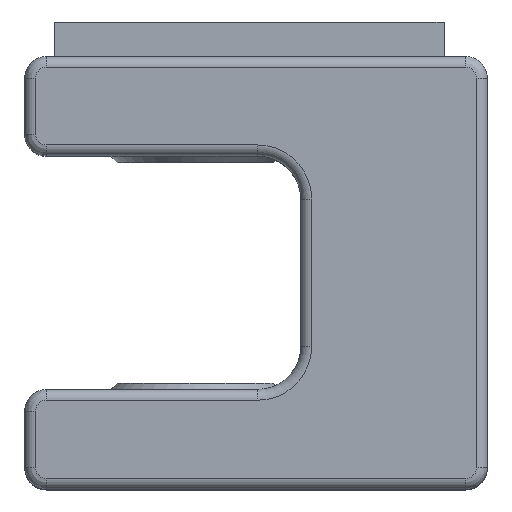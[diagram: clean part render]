
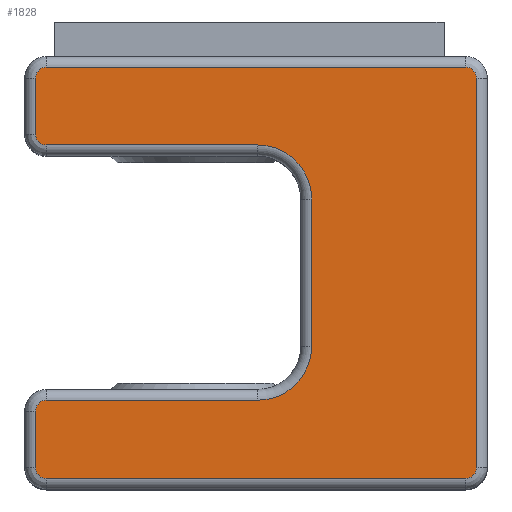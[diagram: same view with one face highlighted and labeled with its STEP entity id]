
A CAD part, top view. The second image highlights one B-rep face of the part: STEP entity #1828.
In plain terms, the highlighted planar face has unit normal (0, 0, 1).
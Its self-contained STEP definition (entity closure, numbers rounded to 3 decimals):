
#69=CIRCLE('',#1924,2.5);
#84=CIRCLE('',#1943,0.5);
#95=CIRCLE('',#1958,2.5);
#103=CIRCLE('',#1968,0.5);
#111=CIRCLE('',#1976,0.5);
#115=CIRCLE('',#1982,0.5);
#119=CIRCLE('',#1986,0.5);
#123=CIRCLE('',#1993,0.5);
#253=FACE_OUTER_BOUND('',#362,.T.);
#362=EDGE_LOOP('',(#1507,#1508,#1509,#1510,#1511,#1512,#1513,#1514,#1515,
#1516,#1517,#1518,#1519,#1520,#1521,#1522));
#480=LINE('',#3047,#650);
#486=LINE('',#3102,#656);
#490=LINE('',#3176,#660);
#494=LINE('',#3216,#664);
#498=LINE('',#3242,#668);
#502=LINE('',#3251,#672);
#506=LINE('',#3257,#676);
#514=LINE('',#3269,#684);
#650=VECTOR('',#2277,10.);
#656=VECTOR('',#2317,10.);
#660=VECTOR('',#2357,10.);
#664=VECTOR('',#2381,10.);
#668=VECTOR('',#2399,10.);
#672=VECTOR('',#2409,10.);
#676=VECTOR('',#2417,10.);
#684=VECTOR('',#2433,10.);
#814=VERTEX_POINT('',#2982);
#815=VERTEX_POINT('',#2983);
#830=VERTEX_POINT('',#3040);
#831=VERTEX_POINT('',#3042);
#842=VERTEX_POINT('',#3092);
#843=VERTEX_POINT('',#3093);
#850=VERTEX_POINT('',#3132);
#851=VERTEX_POINT('',#3133);
#858=VERTEX_POINT('',#3166);
#859=VERTEX_POINT('',#3167);
#862=VERTEX_POINT('',#3189);
#863=VERTEX_POINT('',#3190);
#866=VERTEX_POINT('',#3206);
#867=VERTEX_POINT('',#3207);
#872=VERTEX_POINT('',#3232);
#873=VERTEX_POINT('',#3233);
#1005=EDGE_CURVE('',#814,#815,#69,.T.);
#1026=EDGE_CURVE('',#830,#831,#84,.T.);
#1029=EDGE_CURVE('',#815,#830,#480,.T.);
#1043=EDGE_CURVE('',#842,#843,#95,.T.);
#1048=EDGE_CURVE('',#843,#814,#486,.T.);
#1055=EDGE_CURVE('',#850,#851,#103,.T.);
#1063=EDGE_CURVE('',#858,#859,#111,.T.);
#1068=EDGE_CURVE('',#859,#842,#490,.T.);
#1071=EDGE_CURVE('',#862,#863,#115,.T.);
#1075=EDGE_CURVE('',#866,#867,#119,.T.);
#1080=EDGE_CURVE('',#867,#858,#494,.T.);
#1084=EDGE_CURVE('',#872,#873,#123,.T.);
#1089=EDGE_CURVE('',#873,#866,#498,.T.);
#1094=EDGE_CURVE('',#863,#872,#502,.T.);
#1098=EDGE_CURVE('',#851,#862,#506,.T.);
#1106=EDGE_CURVE('',#831,#850,#514,.T.);
#1507=ORIENTED_EDGE('',*,*,#1005,.F.);
#1508=ORIENTED_EDGE('',*,*,#1048,.F.);
#1509=ORIENTED_EDGE('',*,*,#1043,.F.);
#1510=ORIENTED_EDGE('',*,*,#1068,.F.);
#1511=ORIENTED_EDGE('',*,*,#1063,.F.);
#1512=ORIENTED_EDGE('',*,*,#1080,.F.);
#1513=ORIENTED_EDGE('',*,*,#1075,.F.);
#1514=ORIENTED_EDGE('',*,*,#1089,.F.);
#1515=ORIENTED_EDGE('',*,*,#1084,.F.);
#1516=ORIENTED_EDGE('',*,*,#1094,.F.);
#1517=ORIENTED_EDGE('',*,*,#1071,.F.);
#1518=ORIENTED_EDGE('',*,*,#1098,.F.);
#1519=ORIENTED_EDGE('',*,*,#1055,.F.);
#1520=ORIENTED_EDGE('',*,*,#1106,.F.);
#1521=ORIENTED_EDGE('',*,*,#1026,.F.);
#1522=ORIENTED_EDGE('',*,*,#1029,.F.);
#1727=PLANE('',#2014);
#1828=ADVANCED_FACE('',(#253),#1727,.T.);
#1924=AXIS2_PLACEMENT_3D('',#2984,#2226,#2227);
#1943=AXIS2_PLACEMENT_3D('',#3043,#2270,#2271);
#1958=AXIS2_PLACEMENT_3D('',#3094,#2306,#2307);
#1968=AXIS2_PLACEMENT_3D('',#3134,#2330,#2331);
#1976=AXIS2_PLACEMENT_3D('',#3168,#2346,#2347);
#1982=AXIS2_PLACEMENT_3D('',#3191,#2362,#2363);
#1986=AXIS2_PLACEMENT_3D('',#3208,#2370,#2371);
#1993=AXIS2_PLACEMENT_3D('',#3234,#2388,#2389);
#2014=AXIS2_PLACEMENT_3D('',#3302,#2460,#2461);
#2226=DIRECTION('center_axis',(0.,0.,1.));
#2227=DIRECTION('ref_axis',(0.707,0.707,0.));
#2270=DIRECTION('center_axis',(0.,0.,-1.));
#2271=DIRECTION('ref_axis',(-0.707,-0.707,0.));
#2277=DIRECTION('',(-1.,0.,0.));
#2306=DIRECTION('center_axis',(0.,0.,1.));
#2307=DIRECTION('ref_axis',(0.707,-0.707,0.));
#2317=DIRECTION('',(0.,1.,0.));
#2330=DIRECTION('center_axis',(0.,0.,-1.));
#2331=DIRECTION('ref_axis',(-0.707,0.707,0.));
#2346=DIRECTION('center_axis',(0.,0.,-1.));
#2347=DIRECTION('ref_axis',(-0.707,0.707,0.));
#2357=DIRECTION('',(1.,0.,0.));
#2362=DIRECTION('center_axis',(0.,0.,-1.));
#2363=DIRECTION('ref_axis',(0.707,0.707,0.));
#2370=DIRECTION('center_axis',(0.,0.,-1.));
#2371=DIRECTION('ref_axis',(-0.707,-0.707,0.));
#2381=DIRECTION('',(0.,1.,0.));
#2388=DIRECTION('center_axis',(0.,0.,-1.));
#2389=DIRECTION('ref_axis',(0.707,-0.707,0.));
#2399=DIRECTION('',(-1.,0.,0.));
#2409=DIRECTION('',(0.,-1.,0.));
#2417=DIRECTION('',(1.,0.,0.));
#2433=DIRECTION('',(0.,1.,0.));
#2460=DIRECTION('center_axis',(0.,0.,1.));
#2461=DIRECTION('ref_axis',(-1.,0.,0.));
#2982=CARTESIAN_POINT('',(11.302,10.145,18.378));
#2983=CARTESIAN_POINT('',(8.802,12.645,18.378));
#2984=CARTESIAN_POINT('Origin',(8.802,10.145,18.378));
#3040=CARTESIAN_POINT('',(-0.968,12.645,18.378));
#3042=CARTESIAN_POINT('',(-1.468,13.145,18.378));
#3043=CARTESIAN_POINT('Origin',(-0.968,13.145,18.378));
#3047=CARTESIAN_POINT('',(9.764,12.645,18.378));
#3092=CARTESIAN_POINT('',(8.802,0.839,18.378));
#3093=CARTESIAN_POINT('',(11.302,3.339,18.378));
#3094=CARTESIAN_POINT('Origin',(8.802,3.339,18.378));
#3102=CARTESIAN_POINT('',(11.302,4.035,18.378));
#3132=CARTESIAN_POINT('',(-1.468,15.739,18.378));
#3133=CARTESIAN_POINT('',(-0.968,16.239,18.378));
#3134=CARTESIAN_POINT('Origin',(-0.968,15.739,18.378));
#3166=CARTESIAN_POINT('',(-1.468,0.339,18.378));
#3167=CARTESIAN_POINT('',(-0.968,0.839,18.378));
#3168=CARTESIAN_POINT('Origin',(-0.968,0.339,18.378));
#3176=CARTESIAN_POINT('',(3.379,0.839,18.378));
#3189=CARTESIAN_POINT('',(18.421,16.239,18.378));
#3190=CARTESIAN_POINT('',(18.921,15.739,18.378));
#3191=CARTESIAN_POINT('Origin',(18.421,15.739,18.378));
#3206=CARTESIAN_POINT('',(-0.968,-2.777,18.378));
#3207=CARTESIAN_POINT('',(-1.468,-2.277,18.378));
#3208=CARTESIAN_POINT('Origin',(-0.968,-2.277,18.378));
#3216=CARTESIAN_POINT('',(-1.468,1.727,18.378));
#3232=CARTESIAN_POINT('',(18.921,-2.277,18.378));
#3233=CARTESIAN_POINT('',(18.421,-2.777,18.378));
#3234=CARTESIAN_POINT('Origin',(18.421,-2.277,18.378));
#3242=CARTESIAN_POINT('',(14.074,-2.777,18.378));
#3251=CARTESIAN_POINT('',(18.921,11.735,18.378));
#3257=CARTESIAN_POINT('',(3.379,16.239,18.378));
#3269=CARTESIAN_POINT('',(-1.468,9.438,18.378));
#3302=CARTESIAN_POINT('Origin',(8.727,6.731,18.378));
